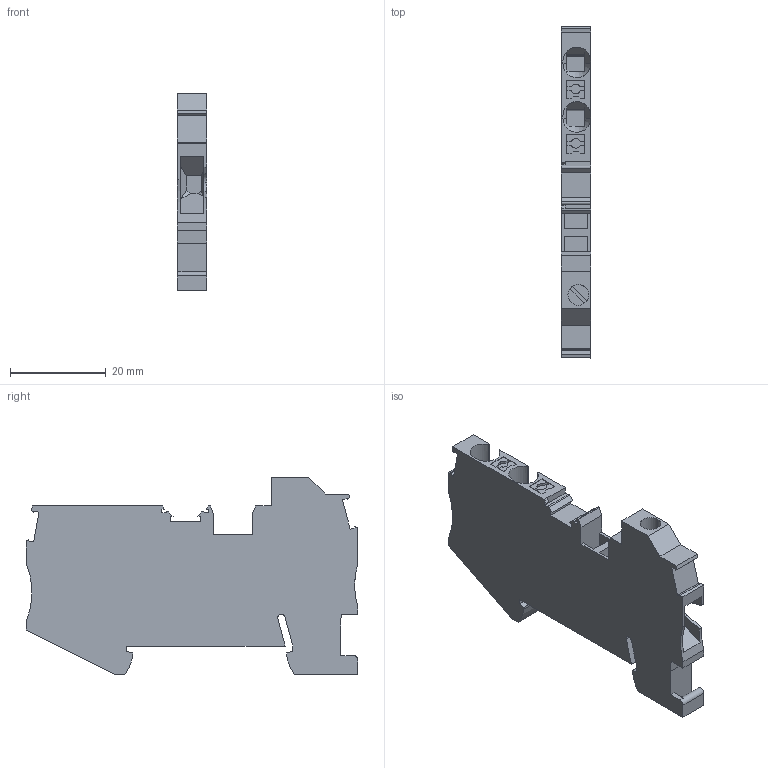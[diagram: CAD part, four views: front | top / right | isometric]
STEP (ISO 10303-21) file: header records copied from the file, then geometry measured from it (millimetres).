
FILE_DESCRIPTION(('Creo Elements/Direct Modeling STEP Export'),'2;1');
FILE_NAME('model.stp','2019-02-28T 0:12:53',(''),(''),'Creo Elements/Direct Modeling STEP processor for AP214 (Solid Model)','Creo Elements/Direct Modeling 20.1A 29-Sep-2018 (C) Parametric Technology GmbH','');
FILE_SCHEMA(('AUTOMOTIVE_DESIGN { 1 0 10303 214 1 1 1 1 }'));
Length unit declared in the file: millimetre
Products named in the file (2): PTU_4_TWIN_BU-select
Assembly tree (1 placements, depth 2):
  PTU_4_TWIN_BU-select
    PTU_4_TWIN_BU-select
Bounding box: 6.15 x 69.3 x 41.25 mm (x, y, z)
Volume: 11070.7 mm3; surface area: 7079.6 mm2
Topology: 1 solids, 1 shells, 196 faces, 564 edges, 373 vertices
Faces by surface type: plane 167, cylinder 23, bspline 2, torus 2, cone 2
Entity records: 9566 total; most frequent: CARTESIAN_POINT 2813, ORIENTED_EDGE 1128, DIRECTION 979, EDGE_CURVE 564, VECTOR 469, LINE 469, VERTEX_POINT 373, AXIS2_PLACEMENT_3D 255
